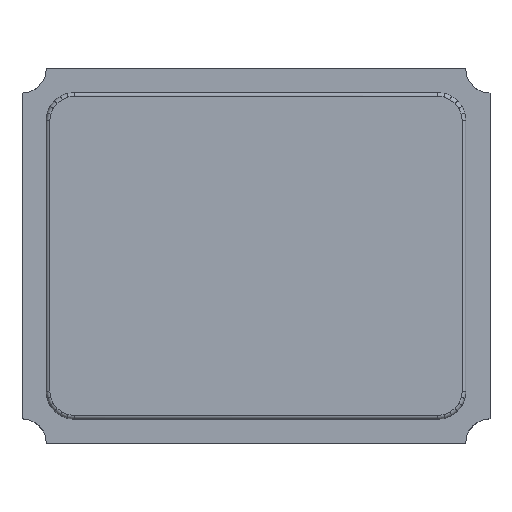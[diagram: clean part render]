
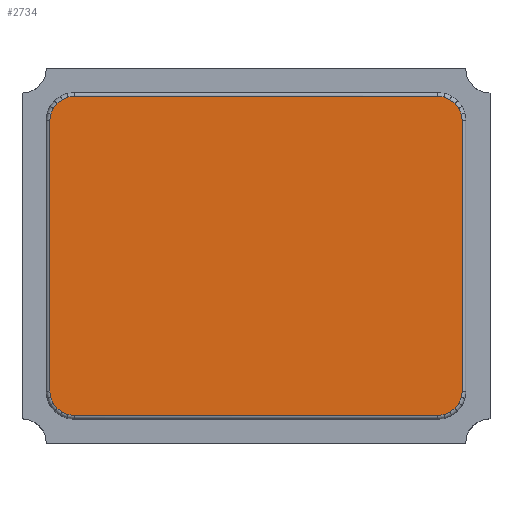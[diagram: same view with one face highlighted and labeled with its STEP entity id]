
A CAD part, top view. The second image highlights one B-rep face of the part: STEP entity #2734.
In plain terms, the highlighted planar face has unit normal (0, 0, 1).
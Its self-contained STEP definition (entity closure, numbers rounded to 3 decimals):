
#260=FACE_OUTER_BOUND('',#426,.T.);
#426=EDGE_LOOP('',(#2176,#2177,#2178,#2179,#2180,#2181,#2182,#2183,#2184,
#2185,#2186,#2187,#2188,#2189,#2190,#2191,#2192,#2193,#2194,#2195,#2196,
#2197,#2198,#2199,#2200,#2201,#2202,#2203));
#618=LINE('',#4016,#959);
#619=LINE('',#4019,#960);
#621=LINE('',#4025,#962);
#623=LINE('',#4031,#964);
#625=LINE('',#4037,#966);
#627=LINE('',#4043,#968);
#630=LINE('',#4069,#971);
#631=LINE('',#4091,#972);
#633=LINE('',#4097,#974);
#635=LINE('',#4103,#976);
#637=LINE('',#4109,#978);
#639=LINE('',#4115,#980);
#642=LINE('',#4141,#983);
#644=LINE('',#4163,#985);
#645=LINE('',#4165,#986);
#648=LINE('',#4171,#989);
#650=LINE('',#4177,#991);
#652=LINE('',#4183,#993);
#654=LINE('',#4189,#995);
#656=LINE('',#4211,#997);
#657=LINE('',#4231,#998);
#660=LINE('',#4235,#1001);
#661=LINE('',#4237,#1002);
#664=LINE('',#4243,#1005);
#666=LINE('',#4249,#1007);
#668=LINE('',#4255,#1009);
#670=LINE('',#4261,#1011);
#672=LINE('',#4265,#1013);
#959=VECTOR('',#3253,10.);
#960=VECTOR('',#3256,10.);
#962=VECTOR('',#3262,10.);
#964=VECTOR('',#3268,10.);
#966=VECTOR('',#3274,10.);
#968=VECTOR('',#3280,10.);
#971=VECTOR('',#3287,10.);
#972=VECTOR('',#3292,10.);
#974=VECTOR('',#3298,10.);
#976=VECTOR('',#3304,10.);
#978=VECTOR('',#3310,10.);
#980=VECTOR('',#3316,10.);
#983=VECTOR('',#3323,10.);
#985=VECTOR('',#3329,10.);
#986=VECTOR('',#3332,10.);
#989=VECTOR('',#3337,10.);
#991=VECTOR('',#3343,10.);
#993=VECTOR('',#3349,10.);
#995=VECTOR('',#3355,10.);
#997=VECTOR('',#3361,10.);
#998=VECTOR('',#3364,10.);
#1001=VECTOR('',#3369,10.);
#1002=VECTOR('',#3372,10.);
#1005=VECTOR('',#3377,10.);
#1007=VECTOR('',#3383,10.);
#1009=VECTOR('',#3389,10.);
#1011=VECTOR('',#3395,10.);
#1013=VECTOR('',#3401,10.);
#1248=VERTEX_POINT('',#3980);
#1250=VERTEX_POINT('',#3999);
#1251=VERTEX_POINT('',#4018);
#1253=VERTEX_POINT('',#4024);
#1255=VERTEX_POINT('',#4030);
#1257=VERTEX_POINT('',#4036);
#1259=VERTEX_POINT('',#4042);
#1263=VERTEX_POINT('',#4051);
#1264=VERTEX_POINT('',#4068);
#1266=VERTEX_POINT('',#4073);
#1267=VERTEX_POINT('',#4090);
#1269=VERTEX_POINT('',#4096);
#1271=VERTEX_POINT('',#4102);
#1273=VERTEX_POINT('',#4108);
#1275=VERTEX_POINT('',#4114);
#1279=VERTEX_POINT('',#4123);
#1280=VERTEX_POINT('',#4140);
#1282=VERTEX_POINT('',#4146);
#1284=VERTEX_POINT('',#4170);
#1286=VERTEX_POINT('',#4176);
#1288=VERTEX_POINT('',#4182);
#1290=VERTEX_POINT('',#4188);
#1291=VERTEX_POINT('',#4192);
#1294=VERTEX_POINT('',#4214);
#1296=VERTEX_POINT('',#4242);
#1298=VERTEX_POINT('',#4248);
#1300=VERTEX_POINT('',#4254);
#1302=VERTEX_POINT('',#4260);
#1516=EDGE_CURVE('',#1250,#1248,#618,.T.);
#1517=EDGE_CURVE('',#1248,#1251,#619,.T.);
#1520=EDGE_CURVE('',#1251,#1253,#621,.T.);
#1523=EDGE_CURVE('',#1253,#1255,#623,.T.);
#1526=EDGE_CURVE('',#1255,#1257,#625,.T.);
#1529=EDGE_CURVE('',#1257,#1259,#627,.T.);
#1534=EDGE_CURVE('',#1263,#1264,#630,.T.);
#1537=EDGE_CURVE('',#1266,#1267,#631,.T.);
#1540=EDGE_CURVE('',#1267,#1269,#633,.T.);
#1543=EDGE_CURVE('',#1269,#1271,#635,.T.);
#1546=EDGE_CURVE('',#1271,#1273,#637,.T.);
#1549=EDGE_CURVE('',#1273,#1275,#639,.T.);
#1554=EDGE_CURVE('',#1279,#1280,#642,.T.);
#1558=EDGE_CURVE('',#1282,#1279,#644,.T.);
#1559=EDGE_CURVE('',#1275,#1282,#645,.T.);
#1562=EDGE_CURVE('',#1280,#1284,#648,.T.);
#1565=EDGE_CURVE('',#1284,#1286,#650,.T.);
#1568=EDGE_CURVE('',#1286,#1288,#652,.T.);
#1571=EDGE_CURVE('',#1288,#1290,#654,.T.);
#1575=EDGE_CURVE('',#1290,#1291,#656,.T.);
#1577=EDGE_CURVE('',#1294,#1266,#657,.T.);
#1580=EDGE_CURVE('',#1291,#1263,#660,.T.);
#1581=EDGE_CURVE('',#1259,#1294,#661,.T.);
#1584=EDGE_CURVE('',#1264,#1296,#664,.T.);
#1587=EDGE_CURVE('',#1296,#1298,#666,.T.);
#1590=EDGE_CURVE('',#1298,#1300,#668,.T.);
#1593=EDGE_CURVE('',#1300,#1302,#670,.T.);
#1596=EDGE_CURVE('',#1302,#1250,#672,.T.);
#2176=ORIENTED_EDGE('',*,*,#1554,.F.);
#2177=ORIENTED_EDGE('',*,*,#1558,.F.);
#2178=ORIENTED_EDGE('',*,*,#1559,.F.);
#2179=ORIENTED_EDGE('',*,*,#1549,.F.);
#2180=ORIENTED_EDGE('',*,*,#1546,.F.);
#2181=ORIENTED_EDGE('',*,*,#1543,.F.);
#2182=ORIENTED_EDGE('',*,*,#1540,.F.);
#2183=ORIENTED_EDGE('',*,*,#1537,.F.);
#2184=ORIENTED_EDGE('',*,*,#1577,.F.);
#2185=ORIENTED_EDGE('',*,*,#1581,.F.);
#2186=ORIENTED_EDGE('',*,*,#1529,.F.);
#2187=ORIENTED_EDGE('',*,*,#1526,.F.);
#2188=ORIENTED_EDGE('',*,*,#1523,.F.);
#2189=ORIENTED_EDGE('',*,*,#1520,.F.);
#2190=ORIENTED_EDGE('',*,*,#1517,.F.);
#2191=ORIENTED_EDGE('',*,*,#1516,.F.);
#2192=ORIENTED_EDGE('',*,*,#1596,.F.);
#2193=ORIENTED_EDGE('',*,*,#1593,.F.);
#2194=ORIENTED_EDGE('',*,*,#1590,.F.);
#2195=ORIENTED_EDGE('',*,*,#1587,.F.);
#2196=ORIENTED_EDGE('',*,*,#1584,.F.);
#2197=ORIENTED_EDGE('',*,*,#1534,.F.);
#2198=ORIENTED_EDGE('',*,*,#1580,.F.);
#2199=ORIENTED_EDGE('',*,*,#1575,.F.);
#2200=ORIENTED_EDGE('',*,*,#1571,.F.);
#2201=ORIENTED_EDGE('',*,*,#1568,.F.);
#2202=ORIENTED_EDGE('',*,*,#1565,.F.);
#2203=ORIENTED_EDGE('',*,*,#1562,.F.);
#2568=PLANE('',#2938);
#2734=ADVANCED_FACE('',(#260),#2568,.T.);
#2938=AXIS2_PLACEMENT_3D('',#4324,#3459,#3460);
#3253=DIRECTION('',(0.,1.,0.));
#3256=DIRECTION('',(0.131,0.991,0.));
#3262=DIRECTION('',(0.383,0.924,0.));
#3268=DIRECTION('',(0.609,0.793,0.));
#3274=DIRECTION('',(0.793,0.609,0.));
#3280=DIRECTION('',(0.924,0.383,0.));
#3287=DIRECTION('',(-0.991,0.131,0.));
#3292=DIRECTION('',(0.991,-0.131,0.));
#3298=DIRECTION('',(0.924,-0.383,0.));
#3304=DIRECTION('',(0.793,-0.609,0.));
#3310=DIRECTION('',(0.609,-0.793,0.));
#3316=DIRECTION('',(0.383,-0.924,0.));
#3323=DIRECTION('',(-0.131,-0.991,0.));
#3329=DIRECTION('',(0.,-1.,0.));
#3332=DIRECTION('',(0.131,-0.991,0.));
#3337=DIRECTION('',(-0.383,-0.924,0.));
#3343=DIRECTION('',(-0.609,-0.793,0.));
#3349=DIRECTION('',(-0.793,-0.609,0.));
#3355=DIRECTION('',(-0.924,-0.383,0.));
#3361=DIRECTION('',(-0.991,-0.131,0.));
#3364=DIRECTION('',(1.,0.,0.));
#3369=DIRECTION('',(-1.,0.,0.));
#3372=DIRECTION('',(0.991,0.131,0.));
#3377=DIRECTION('',(-0.924,0.383,0.));
#3383=DIRECTION('',(-0.793,0.609,0.));
#3389=DIRECTION('',(-0.609,0.793,0.));
#3395=DIRECTION('',(-0.383,0.924,0.));
#3401=DIRECTION('',(-0.131,0.991,0.));
#3459=DIRECTION('center_axis',(0.,0.,1.));
#3460=DIRECTION('ref_axis',(1.,0.,0.));
#3980=CARTESIAN_POINT('',(-1.101,0.722,0.57));
#3999=CARTESIAN_POINT('',(-1.101,-0.722,0.57));
#4016=CARTESIAN_POINT('',(-1.101,-0.723,0.57));
#4018=CARTESIAN_POINT('',(-1.097,0.756,0.57));
#4019=CARTESIAN_POINT('',(-1.176,0.155,0.57));
#4024=CARTESIAN_POINT('',(-1.084,0.788,0.57));
#4025=CARTESIAN_POINT('',(-1.196,0.516,0.57));
#4030=CARTESIAN_POINT('',(-1.063,0.815,0.57));
#4031=CARTESIAN_POINT('',(-1.041,0.844,0.57));
#4036=CARTESIAN_POINT('',(-1.036,0.835,0.57));
#4037=CARTESIAN_POINT('',(-0.748,1.056,0.57));
#4042=CARTESIAN_POINT('',(-1.005,0.848,0.57));
#4043=CARTESIAN_POINT('',(-0.392,1.102,0.57));
#4051=CARTESIAN_POINT('',(-0.97,-0.853,0.57));
#4068=CARTESIAN_POINT('',(-1.005,-0.848,0.57));
#4069=CARTESIAN_POINT('',(0.05,-0.987,0.57));
#4073=CARTESIAN_POINT('',(0.97,0.853,0.57));
#4090=CARTESIAN_POINT('',(1.005,0.848,0.57));
#4091=CARTESIAN_POINT('',(1.146,0.83,0.57));
#4096=CARTESIAN_POINT('',(1.036,0.835,0.57));
#4097=CARTESIAN_POINT('',(1.331,0.713,0.57));
#4102=CARTESIAN_POINT('',(1.063,0.815,0.57));
#4103=CARTESIAN_POINT('',(1.438,0.527,0.57));
#4108=CARTESIAN_POINT('',(1.084,0.788,0.57));
#4109=CARTESIAN_POINT('',(1.444,0.318,0.57));
#4114=CARTESIAN_POINT('',(1.097,0.756,0.57));
#4115=CARTESIAN_POINT('',(1.353,0.138,0.57));
#4123=CARTESIAN_POINT('',(1.101,-0.722,0.57));
#4140=CARTESIAN_POINT('',(1.097,-0.756,0.57));
#4141=CARTESIAN_POINT('',(1.101,-0.72,0.57));
#4146=CARTESIAN_POINT('',(1.101,0.722,0.57));
#4163=CARTESIAN_POINT('',(1.101,0.,0.57));
#4165=CARTESIAN_POINT('',(1.192,0.029,0.57));
#4170=CARTESIAN_POINT('',(1.084,-0.788,0.57));
#4171=CARTESIAN_POINT('',(1.105,-0.737,0.57));
#4176=CARTESIAN_POINT('',(1.063,-0.815,0.57));
#4177=CARTESIAN_POINT('',(1.107,-0.757,0.57));
#4182=CARTESIAN_POINT('',(1.036,-0.835,0.57));
#4183=CARTESIAN_POINT('',(1.105,-0.783,0.57));
#4188=CARTESIAN_POINT('',(1.005,-0.848,0.57));
#4189=CARTESIAN_POINT('',(1.094,-0.812,0.57));
#4192=CARTESIAN_POINT('',(0.97,-0.853,0.57));
#4211=CARTESIAN_POINT('',(1.071,-0.839,0.57));
#4214=CARTESIAN_POINT('',(-0.97,0.853,0.57));
#4231=CARTESIAN_POINT('',(1.046,0.853,0.57));
#4235=CARTESIAN_POINT('',(0.075,-0.853,0.57));
#4237=CARTESIAN_POINT('',(-0.063,0.972,0.57));
#4242=CARTESIAN_POINT('',(-1.036,-0.835,0.57));
#4243=CARTESIAN_POINT('',(-0.118,-1.215,0.57));
#4248=CARTESIAN_POINT('',(-1.063,-0.815,0.57));
#4249=CARTESIAN_POINT('',(-0.383,-1.336,0.57));
#4254=CARTESIAN_POINT('',(-1.084,-0.788,0.57));
#4255=CARTESIAN_POINT('',(-0.68,-1.314,0.57));
#4260=CARTESIAN_POINT('',(-1.097,-0.756,0.57));
#4261=CARTESIAN_POINT('',(-0.933,-1.151,0.57));
#4265=CARTESIAN_POINT('',(-1.08,-0.885,0.57));
#4324=CARTESIAN_POINT('Origin',(1.121,-0.723,0.57));
